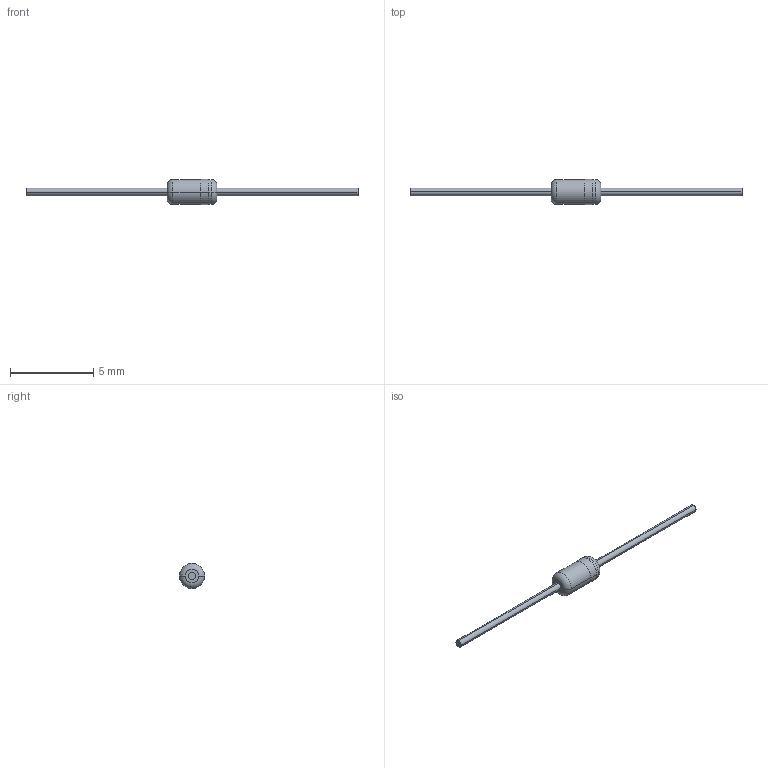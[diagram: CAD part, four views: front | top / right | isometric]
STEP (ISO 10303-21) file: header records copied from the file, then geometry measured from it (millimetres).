
FILE_DESCRIPTION((''),'2;1');
FILE_NAME('DO35_D1-5_L3','2019-02-11T',('Dragos'),(''),'PRO/ENGINEER BY PARAMETRIC TECHNOLOGY CORPORATION, 2004440','PRO/ENGINEER BY PARAMETRIC TECHNOLOGY CORPORATION, 2004440','');
FILE_SCHEMA(('AUTOMOTIVE_DESIGN { 1 0 10303 214 1 1 1 1 }'));
Length unit declared in the file: millimetre
Products named in the file (1): DO35_D1-5_L3
Bounding box: 20 x 1.52 x 1.52 mm (x, y, z)
Volume: 7.8 mm3; surface area: 40.3 mm2
Topology: 1 solids, 1 shells, 20 faces, 40 edges, 28 vertices
Faces by surface type: cylinder 10, plane 6, torus 4
Entity records: 844 total; most frequent: DIRECTION 110, CARTESIAN_POINT 86, ORIENTED_EDGE 76, PRESENTATION_STYLE_ASSIGNMENT 50, AXIS2_PLACEMENT_3D 49, COLOUR_RGB 44, STYLED_ITEM 42, CURVE_STYLE 41
